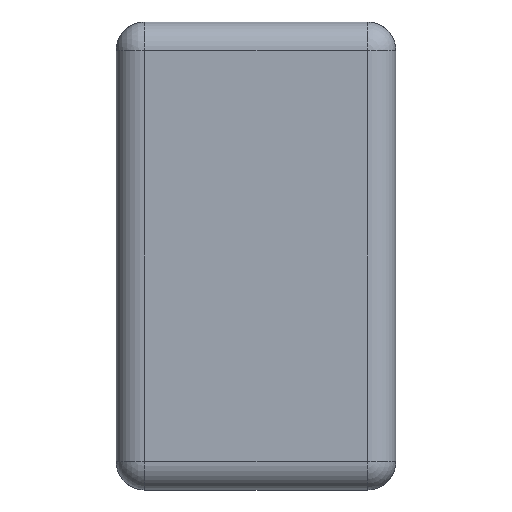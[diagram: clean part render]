
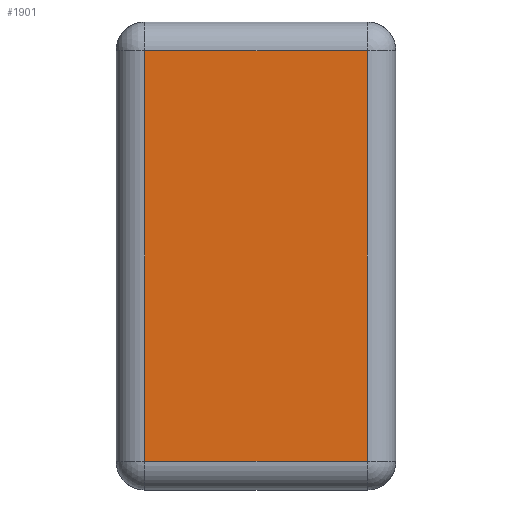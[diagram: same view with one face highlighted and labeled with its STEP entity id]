
A CAD part, left-side view. The second image highlights one B-rep face of the part: STEP entity #1901.
In plain terms, the highlighted planar face has unit normal (-1, 0, 0).
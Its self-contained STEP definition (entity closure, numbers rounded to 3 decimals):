
#7 = VERTEX_POINT ( 'NONE', #2129 ) ;
#292 = LINE ( 'NONE', #1614, #1895 ) ;
#316 = DIRECTION ( 'NONE',  ( 0., -1., 0. ) ) ;
#406 = LINE ( 'NONE', #2108, #1937 ) ;
#601 = CARTESIAN_POINT ( 'NONE',  ( -1.62, 0.86, -0.82 ) ) ;
#685 = DIRECTION ( 'NONE',  ( 0., 1., 0. ) ) ;
#763 = FACE_OUTER_BOUND ( 'NONE', #2373, .T. ) ;
#788 = CARTESIAN_POINT ( 'NONE',  ( -1.62, 0.08, -0.72 ) ) ;
#919 = PLANE ( 'NONE',  #1040 ) ;
#1000 = VECTOR ( 'NONE', #1195, 1000. ) ;
#1040 = AXIS2_PLACEMENT_3D ( 'NONE', #2398, #1894, #1294 ) ;
#1142 = DIRECTION ( 'NONE',  ( 0., 0., 1. ) ) ;
#1195 = DIRECTION ( 'NONE',  ( 0., 0., -1. ) ) ;
#1234 = ORIENTED_EDGE ( 'NONE', *, *, #2197, .T. ) ;
#1249 = LINE ( 'NONE', #2337, #1399 ) ;
#1294 = DIRECTION ( 'NONE',  ( 0., 0., -1. ) ) ;
#1309 = ORIENTED_EDGE ( 'NONE', *, *, #2293, .T. ) ;
#1399 = VECTOR ( 'NONE', #685, 1000. ) ;
#1417 = ORIENTED_EDGE ( 'NONE', *, *, #1766, .T. ) ;
#1574 = VERTEX_POINT ( 'NONE', #788 ) ;
#1614 = CARTESIAN_POINT ( 'NONE',  ( -1.62, 0.96, -0.72 ) ) ;
#1766 = EDGE_CURVE ( 'NONE', #1869, #1574, #292, .T. ) ;
#1820 = LINE ( 'NONE', #601, #1000 ) ;
#1846 = VERTEX_POINT ( 'NONE', #2038 ) ;
#1869 = VERTEX_POINT ( 'NONE', #2265 ) ;
#1894 = DIRECTION ( 'NONE',  ( 1., 0., 0. ) ) ;
#1895 = VECTOR ( 'NONE', #316, 1000. ) ;
#1901 = ADVANCED_FACE ( 'NONE', ( #763 ), #919, .F. ) ;
#1937 = VECTOR ( 'NONE', #1142, 1000. ) ;
#2038 = CARTESIAN_POINT ( 'NONE',  ( -1.62, 0.08, 0.72 ) ) ;
#2108 = CARTESIAN_POINT ( 'NONE',  ( -1.62, 0.08, -0.82 ) ) ;
#2129 = CARTESIAN_POINT ( 'NONE',  ( -1.62, 0.86, 0.72 ) ) ;
#2149 = ORIENTED_EDGE ( 'NONE', *, *, #2255, .T. ) ;
#2197 = EDGE_CURVE ( 'NONE', #7, #1869, #1820, .T. ) ;
#2255 = EDGE_CURVE ( 'NONE', #1574, #1846, #406, .T. ) ;
#2265 = CARTESIAN_POINT ( 'NONE',  ( -1.62, 0.86, -0.72 ) ) ;
#2293 = EDGE_CURVE ( 'NONE', #1846, #7, #1249, .T. ) ;
#2337 = CARTESIAN_POINT ( 'NONE',  ( -1.62, 0.96, 0.72 ) ) ;
#2373 = EDGE_LOOP ( 'NONE', ( #1309, #1234, #1417, #2149 ) ) ;
#2398 = CARTESIAN_POINT ( 'NONE',  ( -1.62, 0.96, -0.82 ) ) ;
